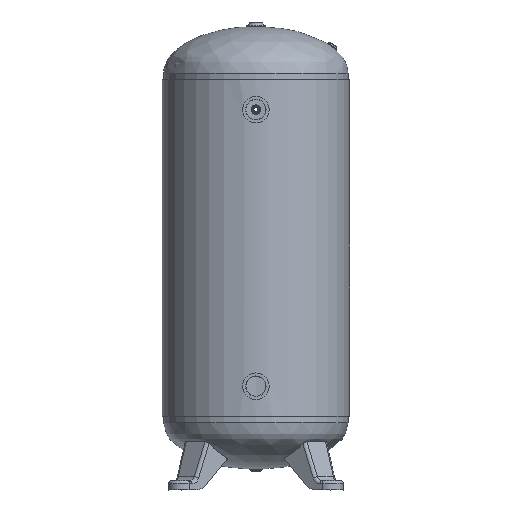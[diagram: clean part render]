
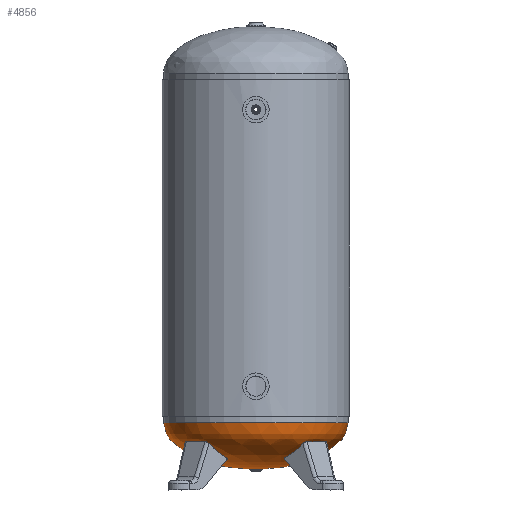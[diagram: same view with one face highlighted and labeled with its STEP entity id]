
A CAD part, left-side view. The second image highlights one B-rep face of the part: STEP entity #4856.
In plain terms, the highlighted free-form (B-spline) face has degree [2, 2] with [3, 9] control points.
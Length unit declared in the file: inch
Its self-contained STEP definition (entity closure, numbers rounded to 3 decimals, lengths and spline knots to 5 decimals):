
#93=ELLIPSE('',#5342,10.,5.062);
#115=(
BOUNDED_SURFACE()
B_SPLINE_SURFACE(2,2,((#7755,#7756,#7757,#7758,#7759,#7760,#7761,#7762,
#7763),(#7764,#7765,#7766,#7767,#7768,#7769,#7770,#7771,#7772),(#7773,#7774,
#7775,#7776,#7777,#7778,#7779,#7780,#7781)),.UNSPECIFIED.,.F.,.T.,.F.)
B_SPLINE_SURFACE_WITH_KNOTS((3,3),(3,2,2,2,3),(-3.14159,-1.5708),
(0.,1.5708,3.14159,4.71239,6.28319),
 .UNSPECIFIED.)
GEOMETRIC_REPRESENTATION_ITEM()
RATIONAL_B_SPLINE_SURFACE(((1.,0.707,1.,0.707,1.,
0.707,1.,0.707,1.),(0.707,0.5,0.707,
0.5,0.707,0.5,0.707,0.5,0.707),(1.,
0.707,1.,0.707,1.,0.707,1.,0.707,
1.)))
REPRESENTATION_ITEM('')
SURFACE()
);
#277=CIRCLE('',#5343,10.);
#278=CIRCLE('',#5344,10.);
#560=FACE_OUTER_BOUND('',#836,.T.);
#836=EDGE_LOOP('',(#3452,#3453,#3454,#3455,#3456,#3457));
#2107=B_SPLINE_CURVE_WITH_KNOTS('',3,(#7343,#7344,#7345,#7346,#7347,#7348,
#7349,#7350,#7351,#7352,#7353,#7354,#7355,#7356,#7357,#7358,#7359,#7360,
#7361,#7362),.UNSPECIFIED.,.F.,.F.,(4,2,2,2,2,2,2,2,2,4),(-4.12437,
-4.09,-3.57875,-3.0675,-2.55625,
-2.045,-1.53375,-1.0225,-0.51125,
0.),.UNSPECIFIED.);
#2108=B_SPLINE_CURVE_WITH_KNOTS('',3,(#7363,#7364,#7365,#7366,#7367,#7368,
#7369,#7370,#7371,#7372,#7373,#7374,#7375,#7376,#7377,#7378,#7379,#7380,
#7381,#7382),.UNSPECIFIED.,.F.,.F.,(4,2,2,2,2,2,2,2,2,4),(0.,0.28947,
0.57893,1.09018,1.60143,2.11268,2.62393,
3.13518,3.64643,4.12331),.UNSPECIFIED.);
#2213=VERTEX_POINT('',#7341);
#2214=VERTEX_POINT('',#7342);
#2222=VERTEX_POINT('',#7782);
#2223=VERTEX_POINT('',#7784);
#2697=EDGE_CURVE('',#2213,#2214,#2107,.T.);
#2698=EDGE_CURVE('',#2214,#2213,#2108,.T.);
#2709=EDGE_CURVE('',#2213,#2222,#93,.T.);
#2710=EDGE_CURVE('',#2223,#2222,#277,.T.);
#2711=EDGE_CURVE('',#2222,#2223,#278,.T.);
#3452=ORIENTED_EDGE('',*,*,#2697,.T.);
#3453=ORIENTED_EDGE('',*,*,#2698,.T.);
#3454=ORIENTED_EDGE('',*,*,#2709,.T.);
#3455=ORIENTED_EDGE('',*,*,#2710,.F.);
#3456=ORIENTED_EDGE('',*,*,#2711,.F.);
#3457=ORIENTED_EDGE('',*,*,#2709,.F.);
#4856=ADVANCED_FACE('',(#560),#115,.T.);
#5342=AXIS2_PLACEMENT_3D('',#7783,#5765,#5766);
#5343=AXIS2_PLACEMENT_3D('',#7785,#5767,#5768);
#5344=AXIS2_PLACEMENT_3D('',#7786,#5769,#5770);
#5765=DIRECTION('center_axis',(0.,-1.,0.));
#5766=DIRECTION('ref_axis',(1.,0.,0.));
#5767=DIRECTION('center_axis',(0.,0.,-1.));
#5768=DIRECTION('ref_axis',(-1.,0.,0.));
#5769=DIRECTION('center_axis',(0.,0.,-1.));
#5770=DIRECTION('ref_axis',(-1.,0.,0.));
#7341=CARTESIAN_POINT('',(-0.51525,0.,6.30628));
#7342=CARTESIAN_POINT('',(0.51525,0.,6.30628));
#7343=CARTESIAN_POINT('Ctrl Pts',(-0.51525,0.,6.30628));
#7344=CARTESIAN_POINT('Ctrl Pts',(-0.51525,0.00451,6.30628));
#7345=CARTESIAN_POINT('Ctrl Pts',(-0.51519,0.00901,
6.30628));
#7346=CARTESIAN_POINT('Ctrl Pts',(-0.51331,0.08059,
6.30628));
#7347=CARTESIAN_POINT('Ctrl Pts',(-0.49847,0.14668,
6.30628));
#7348=CARTESIAN_POINT('Ctrl Pts',(-0.44428,0.26944,
6.30628));
#7349=CARTESIAN_POINT('Ctrl Pts',(-0.40546,0.32494,
6.30628));
#7350=CARTESIAN_POINT('Ctrl Pts',(-0.30873,0.41794,
6.30628));
#7351=CARTESIAN_POINT('Ctrl Pts',(-0.25174,0.45454,
6.30628));
#7352=CARTESIAN_POINT('Ctrl Pts',(-0.12694,0.50385,
6.30628));
#7353=CARTESIAN_POINT('Ctrl Pts',(-0.06033,0.51609,
6.30628));
#7354=CARTESIAN_POINT('Ctrl Pts',(0.07385,0.51433,6.30628));
#7355=CARTESIAN_POINT('Ctrl Pts',(0.14012,0.50035,6.30628));
#7356=CARTESIAN_POINT('Ctrl Pts',(0.26358,0.44778,6.30628));
#7357=CARTESIAN_POINT('Ctrl Pts',(0.31959,0.40969,6.30628));
#7358=CARTESIAN_POINT('Ctrl Pts',(0.41385,0.31419,6.30628));
#7359=CARTESIAN_POINT('Ctrl Pts',(0.4512,0.25768,6.30628));
#7360=CARTESIAN_POINT('Ctrl Pts',(0.50215,0.13354,6.30628));
#7361=CARTESIAN_POINT('Ctrl Pts',(0.51525,0.06709,
6.30628));
#7362=CARTESIAN_POINT('Ctrl Pts',(0.51525,0.,
6.30628));
#7363=CARTESIAN_POINT('Ctrl Pts',(0.51525,0.,
6.30628));
#7364=CARTESIAN_POINT('Ctrl Pts',(0.51525,-0.03799,
6.30628));
#7365=CARTESIAN_POINT('Ctrl Pts',(0.51105,-0.07586,
6.30628));
#7366=CARTESIAN_POINT('Ctrl Pts',(0.4944,-0.14999,
6.30628));
#7367=CARTESIAN_POINT('Ctrl Pts',(0.482,-0.18602,
6.30628));
#7368=CARTESIAN_POINT('Ctrl Pts',(0.43706,-0.281,
6.30628));
#7369=CARTESIAN_POINT('Ctrl Pts',(0.39679,-0.33547,
6.30628));
#7370=CARTESIAN_POINT('Ctrl Pts',(0.29765,-0.42589,6.30628));
#7371=CARTESIAN_POINT('Ctrl Pts',(0.23973,-0.46099,6.30628));
#7372=CARTESIAN_POINT('Ctrl Pts',(0.11368,-0.50701,6.30628));
#7373=CARTESIAN_POINT('Ctrl Pts',(0.04676,-0.51749,
6.30628));
#7374=CARTESIAN_POINT('Ctrl Pts',(-0.08732,-0.51221,
6.30628));
#7375=CARTESIAN_POINT('Ctrl Pts',(-0.15321,-0.4965,
6.30628));
#7376=CARTESIAN_POINT('Ctrl Pts',(-0.27524,-0.44071,
6.30628));
#7377=CARTESIAN_POINT('Ctrl Pts',(-0.33023,-0.40116,
6.30628));
#7378=CARTESIAN_POINT('Ctrl Pts',(-0.42195,-0.30322,
6.30628));
#7379=CARTESIAN_POINT('Ctrl Pts',(-0.45781,-0.24576,
6.30628));
#7380=CARTESIAN_POINT('Ctrl Pts',(-0.50387,-0.12454,
6.30628));
#7381=CARTESIAN_POINT('Ctrl Pts',(-0.51525,-0.06251,
6.30628));
#7382=CARTESIAN_POINT('Ctrl Pts',(-0.51525,0.,6.30628));
#7755=CARTESIAN_POINT('Ctrl Pts',(-10.,0.,1.251));
#7756=CARTESIAN_POINT('Ctrl Pts',(-10.,10.,1.251));
#7757=CARTESIAN_POINT('Ctrl Pts',(0.,10.,1.251));
#7758=CARTESIAN_POINT('Ctrl Pts',(10.,10.,1.251));
#7759=CARTESIAN_POINT('Ctrl Pts',(10.,0.,1.251));
#7760=CARTESIAN_POINT('Ctrl Pts',(10.,-10.,1.251));
#7761=CARTESIAN_POINT('Ctrl Pts',(0.,-10.,1.251));
#7762=CARTESIAN_POINT('Ctrl Pts',(-10.,-10.,1.251));
#7763=CARTESIAN_POINT('Ctrl Pts',(-10.,0.,1.251));
#7764=CARTESIAN_POINT('Ctrl Pts',(-10.,0.,6.313));
#7765=CARTESIAN_POINT('Ctrl Pts',(-10.,10.,6.313));
#7766=CARTESIAN_POINT('Ctrl Pts',(0.,10.,
6.313));
#7767=CARTESIAN_POINT('Ctrl Pts',(10.,10.,6.313));
#7768=CARTESIAN_POINT('Ctrl Pts',(10.,0.,6.313));
#7769=CARTESIAN_POINT('Ctrl Pts',(10.,-10.,6.313));
#7770=CARTESIAN_POINT('Ctrl Pts',(0.,-10.,
6.313));
#7771=CARTESIAN_POINT('Ctrl Pts',(-10.,-10.,6.313));
#7772=CARTESIAN_POINT('Ctrl Pts',(-10.,0.,6.313));
#7773=CARTESIAN_POINT('Ctrl Pts',(0.,0.,6.313));
#7774=CARTESIAN_POINT('Ctrl Pts',(0.,0.,
6.313));
#7775=CARTESIAN_POINT('Ctrl Pts',(0.,0.,
6.313));
#7776=CARTESIAN_POINT('Ctrl Pts',(0.,0.,
6.313));
#7777=CARTESIAN_POINT('Ctrl Pts',(0.,0.,6.313));
#7778=CARTESIAN_POINT('Ctrl Pts',(0.,0.,
6.313));
#7779=CARTESIAN_POINT('Ctrl Pts',(0.,0.,
6.313));
#7780=CARTESIAN_POINT('Ctrl Pts',(0.,0.,
6.313));
#7781=CARTESIAN_POINT('Ctrl Pts',(0.,0.,6.313));
#7782=CARTESIAN_POINT('',(-10.,0.,1.251));
#7783=CARTESIAN_POINT('Origin',(0.,0.,1.251));
#7784=CARTESIAN_POINT('',(10.,0.,1.251));
#7785=CARTESIAN_POINT('Origin',(0.,0.,1.251));
#7786=CARTESIAN_POINT('Origin',(0.,0.,1.251));
